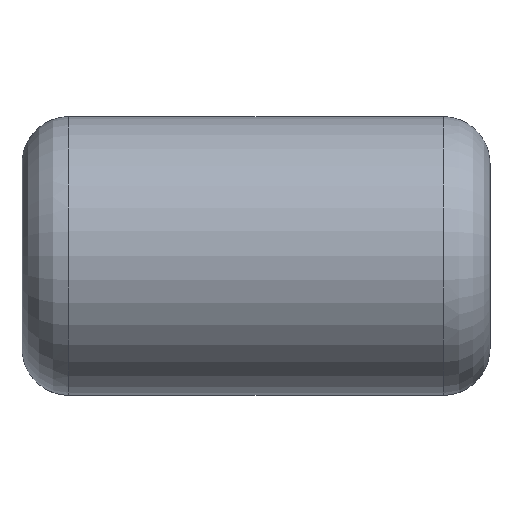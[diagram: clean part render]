
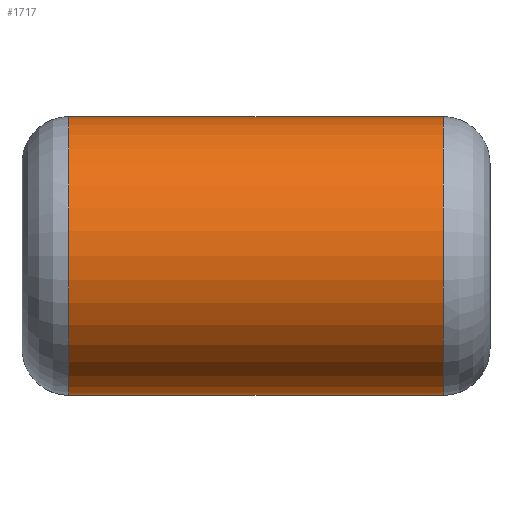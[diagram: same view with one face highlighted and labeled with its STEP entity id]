
A CAD part, top view. The second image highlights one B-rep face of the part: STEP entity #1717.
In plain terms, the highlighted cylindrical face has radius 3.75 mm (diameter 7.5 mm), a partial arc.
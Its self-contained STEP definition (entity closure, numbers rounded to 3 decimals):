
#1317=CARTESIAN_POINT('',(5.04,3.75,11.75));
#1318=VERTEX_POINT('',#1317);
#1367=CARTESIAN_POINT('',(-5.04,3.75,11.75));
#1368=VERTEX_POINT('',#1367);
#1486=CARTESIAN_POINT('',(5.04,-3.75,11.75));
#1487=VERTEX_POINT('',#1486);
#1559=CARTESIAN_POINT('',(-0.0,3.75,11.75));
#1560=DIRECTION('',(-1.0,0.0,0.0));
#1561=VECTOR('',#1560,1.0);
#1562=LINE('',#1559,#1561);
#1563=EDGE_CURVE('n� 72',#1318,#1368,#1562,.T.);
#1618=CARTESIAN_POINT('',(-5.04,-3.75,11.75));
#1619=VERTEX_POINT('',#1618);
#1643=CARTESIAN_POINT('',(0.0,-3.75,11.75));
#1644=DIRECTION('',(1.0,0.0,0.0));
#1645=VECTOR('',#1644,1.0);
#1646=LINE('',#1643,#1645);
#1647=EDGE_CURVE('n� 10',#1619,#1487,#1646,.T.);
#1664=CARTESIAN_POINT('',(5.04,-0.0,11.75));
#1665=DIRECTION('',(-1.0,-0.0,-0.0));
#1666=DIRECTION('',(0.0,1.0,0.0));
#1667=AXIS2_PLACEMENT_3D('',#1664,#1665,#1666);
#1668=CIRCLE('',#1667,3.75);
#1669=EDGE_CURVE('n� 14',#1487,#1318,#1668,.T.);
#1684=CARTESIAN_POINT('',(-5.04,-0.0,11.75));
#1685=DIRECTION('',(1.0,0.0,0.0));
#1686=DIRECTION('',(0.0,1.0,0.0));
#1687=AXIS2_PLACEMENT_3D('',#1684,#1685,#1686);
#1688=CIRCLE('',#1687,3.75);
#1689=EDGE_CURVE('n� 21',#1368,#1619,#1688,.T.);
#1706=ORIENTED_EDGE('',*,*,#1669,.T.);
#1707=ORIENTED_EDGE('',*,*,#1563,.T.);
#1708=ORIENTED_EDGE('',*,*,#1689,.T.);
#1709=ORIENTED_EDGE('',*,*,#1647,.T.);
#1710=EDGE_LOOP('',(#1706,#1707,#1708,#1709));
#1711=FACE_OUTER_BOUND('',#1710,.T.);
#1712=CARTESIAN_POINT('',(0.0,-0.0,11.75));
#1713=DIRECTION('',(1.0,0.0,0.0));
#1714=DIRECTION('',(0.0,1.0,0.0));
#1715=AXIS2_PLACEMENT_3D('',#1712,#1713,#1714);
#1716=CYLINDRICAL_SURFACE('',#1715,3.75);
#1717=ADVANCED_FACE('n� 2',(#1711),#1716,.T.);
